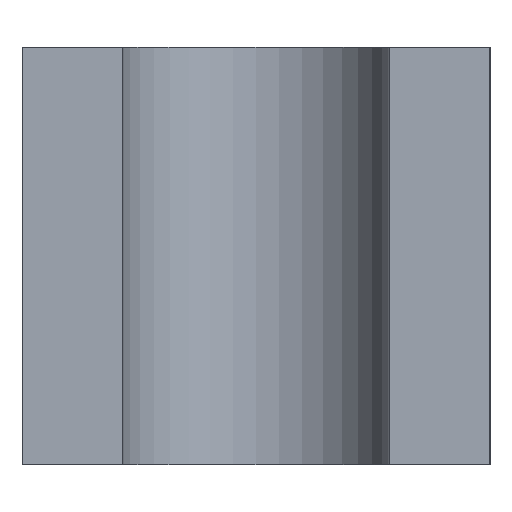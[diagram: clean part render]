
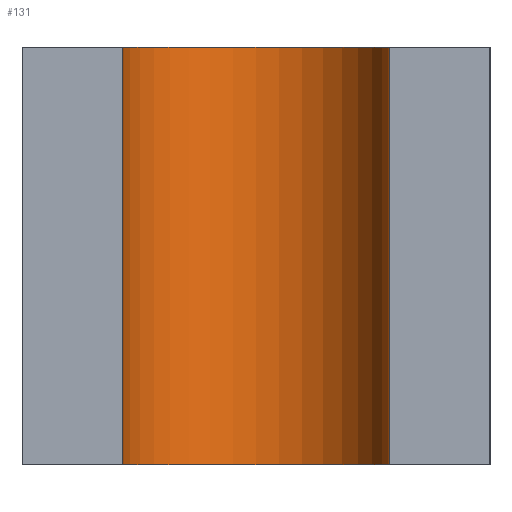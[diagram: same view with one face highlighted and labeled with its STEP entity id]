
A CAD part, left-side view. The second image highlights one B-rep face of the part: STEP entity #131.
In plain terms, the highlighted cylindrical face has radius 8 mm (diameter 16 mm), a partial arc.
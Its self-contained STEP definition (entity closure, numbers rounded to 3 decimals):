
#117=VERTEX_POINT('',#307);
#123=VERTEX_POINT('',#314);
#131=ADVANCED_FACE('',(#323),#324,.F.);
#137=VERTEX_POINT('',#332);
#155=EDGE_CURVE('',#123,#117,#352,.T.);
#167=EDGE_CURVE('',#137,#123,#366,.T.);
#171=VERTEX_POINT('',#370);
#219=EDGE_CURVE('',#171,#137,#422,.T.);
#265=EDGE_CURVE('',#171,#117,#472,.T.);
#307=CARTESIAN_POINT('',(20.0,-8.0,25.));
#314=CARTESIAN_POINT('',(20.0,8.0,25.));
#323=FACE_OUTER_BOUND('',#527,.T.);
#324=CYLINDRICAL_SURFACE('',#528,8.0);
#332=CARTESIAN_POINT('',(20.0,8.0,0.));
#352=CIRCLE('',#567,8.0);
#366=LINE('',#586,#587);
#370=CARTESIAN_POINT('',(20.0,-8.0,0.));
#422=CIRCLE('',#663,8.0);
#472=LINE('',#735,#736);
#527=EDGE_LOOP('',(#792,#793,#794,#795));
#528=AXIS2_PLACEMENT_3D('',#796,#797,#798);
#567=AXIS2_PLACEMENT_3D('',#836,#837,#838);
#586=CARTESIAN_POINT('',(20.0,8.0,0.));
#587=VECTOR('',#861,1.0);
#663=AXIS2_PLACEMENT_3D('',#910,#911,#912);
#735=CARTESIAN_POINT('',(20.0,-8.0,0.));
#736=VECTOR('',#954,1.0);
#792=ORIENTED_EDGE('',*,*,#155,.F.);
#793=ORIENTED_EDGE('',*,*,#167,.F.);
#794=ORIENTED_EDGE('',*,*,#219,.F.);
#795=ORIENTED_EDGE('',*,*,#265,.T.);
#796=CARTESIAN_POINT('',(20.0,0.0,0.));
#797=DIRECTION('',(0.,0.,-1.0));
#798=DIRECTION('',(0.,1.0,0.));
#836=CARTESIAN_POINT('',(20.0,0.,25.0));
#837=DIRECTION('',(0.0,0.0,-1.0));
#838=DIRECTION('',(0.,1.0,0.0));
#861=DIRECTION('',(0.,0.,1.0));
#910=CARTESIAN_POINT('',(20.0,0.,0.));
#911=DIRECTION('',(0.0,-0.0,1.0));
#912=DIRECTION('',(0.,1.0,0.0));
#954=DIRECTION('',(0.,0.,1.0));
